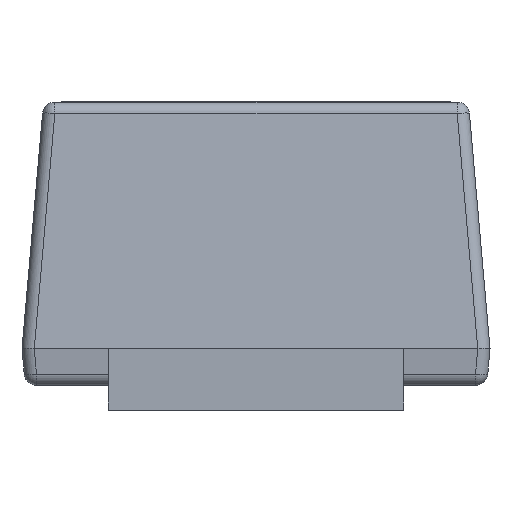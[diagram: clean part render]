
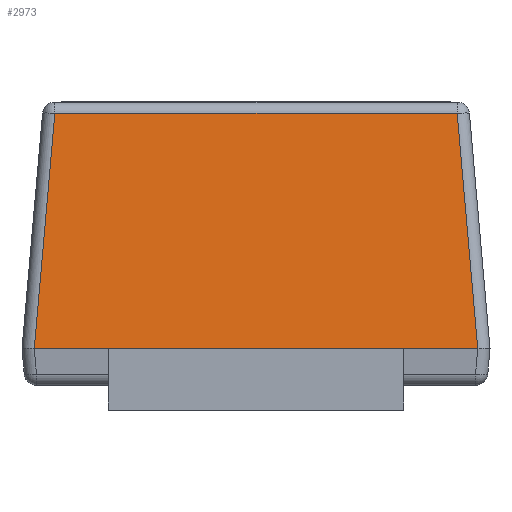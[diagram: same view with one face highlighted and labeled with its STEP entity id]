
A CAD part, left-side view. The second image highlights one B-rep face of the part: STEP entity #2973.
In plain terms, the highlighted planar face has unit normal (-0.996, 0, 0.087).
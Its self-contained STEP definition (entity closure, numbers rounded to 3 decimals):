
#92 = VERTEX_POINT ( 'NONE', #4255 ) ;
#439 = AXIS2_PLACEMENT_3D ( 'NONE', #9685, #916, #9157 ) ;
#904 = ORIENTED_EDGE ( 'NONE', *, *, #7300, .T. ) ;
#916 = DIRECTION ( 'NONE',  ( -0.996, 0., 0.087 ) ) ;
#964 = CARTESIAN_POINT ( 'NONE',  ( -1.367, 0.817, 1.204 ) ) ;
#1099 = ORIENTED_EDGE ( 'NONE', *, *, #3748, .T. ) ;
#1882 = FACE_OUTER_BOUND ( 'NONE', #10910, .T. ) ;
#1948 = DIRECTION ( 'NONE',  ( 0., -1., 0. ) ) ;
#2133 = VECTOR ( 'NONE', #3134, 1000. ) ;
#2973 = ADVANCED_FACE ( 'NONE', ( #1882 ), #5450, .T. ) ;
#3134 = DIRECTION ( 'NONE',  ( 0.087, 0.087, 0.992 ) ) ;
#3157 = EDGE_CURVE ( 'NONE', #6017, #92, #9543, .T. ) ;
#3387 = VERTEX_POINT ( 'NONE', #9641 ) ;
#3748 = EDGE_CURVE ( 'NONE', #92, #3387, #9746, .T. ) ;
#4001 = DIRECTION ( 'NONE',  ( -0.087, 0.087, -0.992 ) ) ;
#4255 = CARTESIAN_POINT ( 'NONE',  ( -1.45, 0.9, 0.25 ) ) ;
#5178 = EDGE_CURVE ( 'NONE', #3387, #9485, #5748, .T. ) ;
#5189 = LINE ( 'NONE', #11477, #9979 ) ;
#5450 = PLANE ( 'NONE',  #439 ) ;
#5748 = LINE ( 'NONE', #11050, #2133 ) ;
#6017 = VERTEX_POINT ( 'NONE', #964 ) ;
#6053 = ORIENTED_EDGE ( 'NONE', *, *, #3157, .T. ) ;
#6109 = DIRECTION ( 'NONE',  ( 0., 1., 0. ) ) ;
#6369 = CARTESIAN_POINT ( 'NONE',  ( -1.367, -0.817, 1.204 ) ) ;
#6577 = VECTOR ( 'NONE', #1948, 1000. ) ;
#7300 = EDGE_CURVE ( 'NONE', #9485, #6017, #5189, .T. ) ;
#9157 = DIRECTION ( 'NONE',  ( 0.087, 0., 0.996 ) ) ;
#9485 = VERTEX_POINT ( 'NONE', #6369 ) ;
#9543 = LINE ( 'NONE', #10211, #10278 ) ;
#9641 = CARTESIAN_POINT ( 'NONE',  ( -1.45, -0.9, 0.25 ) ) ;
#9685 = CARTESIAN_POINT ( 'NONE',  ( -1.45, 0.95, 0.25 ) ) ;
#9686 = CARTESIAN_POINT ( 'NONE',  ( -1.45, 0.95, 0.25 ) ) ;
#9746 = LINE ( 'NONE', #9686, #6577 ) ;
#9979 = VECTOR ( 'NONE', #6109, 1000. ) ;
#10211 = CARTESIAN_POINT ( 'NONE',  ( -1.45, 0.901, 0.246 ) ) ;
#10278 = VECTOR ( 'NONE', #4001, 1000. ) ;
#10440 = ORIENTED_EDGE ( 'NONE', *, *, #5178, .T. ) ;
#10910 = EDGE_LOOP ( 'NONE', ( #904, #6053, #1099, #10440 ) ) ;
#11050 = CARTESIAN_POINT ( 'NONE',  ( -1.436, -0.886, 0.409 ) ) ;
#11477 = CARTESIAN_POINT ( 'NONE',  ( -1.367, 0.863, 1.204 ) ) ;
